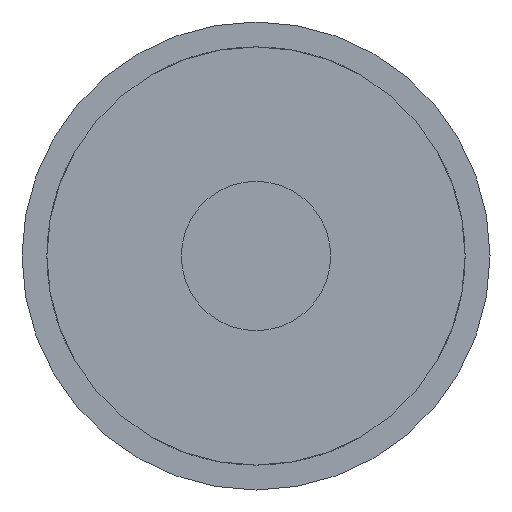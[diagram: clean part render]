
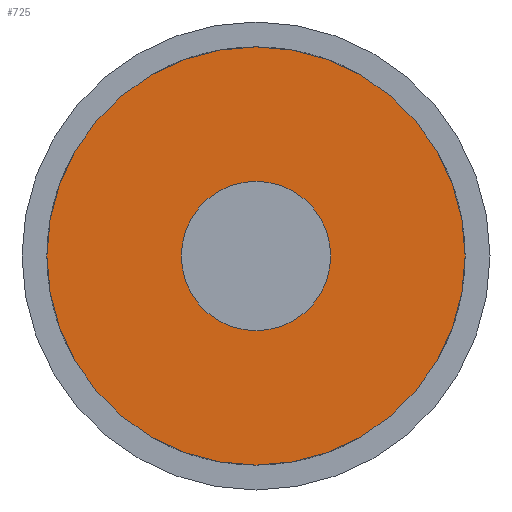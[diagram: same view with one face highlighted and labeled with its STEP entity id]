
A CAD part, left-side view. The second image highlights one B-rep face of the part: STEP entity #725.
In plain terms, the highlighted planar face has unit normal (-1, 0, 0).
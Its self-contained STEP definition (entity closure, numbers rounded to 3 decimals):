
#36=PLANE('',#814);
#58=FACE_BOUND('',#135,.T.);
#75=FACE_OUTER_BOUND('',#134,.T.);
#134=EDGE_LOOP('',(#559));
#135=EDGE_LOOP('',(#560));
#269=CIRCLE('',#774,21.);
#294=CIRCLE('',#815,7.5);
#313=VERTEX_POINT('',#1078);
#350=VERTEX_POINT('',#1242);
#382=EDGE_CURVE('',#313,#313,#269,.T.);
#429=EDGE_CURVE('',#350,#350,#294,.T.);
#559=ORIENTED_EDGE('',*,*,#382,.T.);
#560=ORIENTED_EDGE('',*,*,#429,.F.);
#725=ADVANCED_FACE('',(#75,#58),#36,.T.);
#774=AXIS2_PLACEMENT_3D('',#1080,#863,#864);
#814=AXIS2_PLACEMENT_3D('',#1241,#958,#959);
#815=AXIS2_PLACEMENT_3D('',#1243,#960,#961);
#863=DIRECTION('center_axis',(-1.,0.,0.));
#864=DIRECTION('ref_axis',(0.,0.,1.));
#958=DIRECTION('center_axis',(-1.,0.,0.));
#959=DIRECTION('ref_axis',(0.,0.,1.));
#960=DIRECTION('center_axis',(-1.,0.,0.));
#961=DIRECTION('ref_axis',(0.,0.,1.));
#1078=CARTESIAN_POINT('',(-122.25,0.,63.75));
#1080=CARTESIAN_POINT('Origin',(-122.25,0.,42.75));
#1241=CARTESIAN_POINT('Origin',(-122.25,0.,42.75));
#1242=CARTESIAN_POINT('',(-122.25,0.,50.25));
#1243=CARTESIAN_POINT('Origin',(-122.25,0.,42.75));
